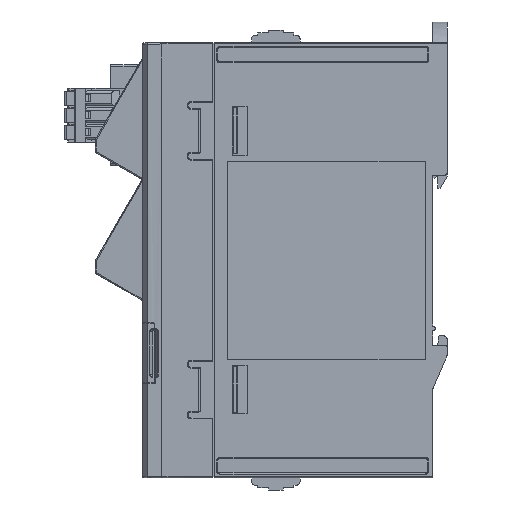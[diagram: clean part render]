
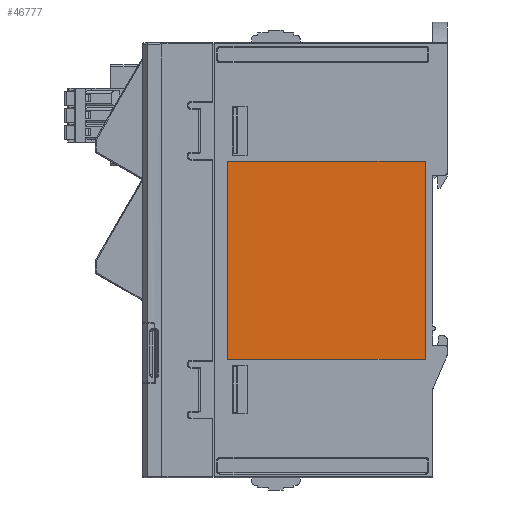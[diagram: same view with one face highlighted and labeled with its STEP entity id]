
A CAD part, left-side view. The second image highlights one B-rep face of the part: STEP entity #46777.
In plain terms, the highlighted planar face has unit normal (-1, 0, 0).
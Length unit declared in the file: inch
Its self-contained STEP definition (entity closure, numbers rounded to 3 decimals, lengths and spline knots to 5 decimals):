
#741 = DIRECTION ( 'NONE',  ( 0., 0., 1. ) ) ;
#776 = CARTESIAN_POINT ( 'NONE',  ( -0.85394, 0.79921, -0.79528 ) ) ;
#3425 = CARTESIAN_POINT ( 'NONE',  ( -0.85394, 0.7874, -0.79528 ) ) ;
#3957 = CARTESIAN_POINT ( 'NONE',  ( -0.85394, -0.80315, -0.79528 ) ) ;
#5166 = CARTESIAN_POINT ( 'NONE',  ( -0.85394, -0.80315, 0.80709 ) ) ;
#5848 = EDGE_CURVE ( 'NONE', #107055, #131373, #140539, .T. ) ;
#13492 = EDGE_CURVE ( 'NONE', #104751, #55071, #101537, .T. ) ;
#13832 = CARTESIAN_POINT ( 'NONE',  ( -0.85394, 0.79921, -0.80709 ) ) ;
#18717 = CARTESIAN_POINT ( 'NONE',  ( -0.85394, -0.87402, -1.77165 ) ) ;
#20141 = DIRECTION ( 'NONE',  ( 0., 0., 1. ) ) ;
#23656 = VECTOR ( 'NONE', #741, 39.37008 ) ;
#23797 = LINE ( 'NONE', #99475, #23656 ) ;
#28826 = CARTESIAN_POINT ( 'NONE',  ( -0.85394, -0.81496, 0.80709 ) ) ;
#32128 = DIRECTION ( 'NONE',  ( -1., 0., 0. ) ) ;
#39643 = DIRECTION ( 'NONE',  ( 0., 1., 0. ) ) ;
#39937 = DIRECTION ( 'NONE',  ( 0., 0., -1. ) ) ;
#40676 = VERTEX_POINT ( 'NONE', #116916 ) ;
#43855 = CARTESIAN_POINT ( 'NONE',  ( -0.85394, -0.80315, 0.79528 ) ) ;
#45027 = ORIENTED_EDGE ( 'NONE', *, *, #5848, .T. ) ;
#46777 = ADVANCED_FACE ( 'NONE', ( #128353 ), #139159, .T. ) ;
#48277 = ORIENTED_EDGE ( 'NONE', *, *, #72255, .T. ) ;
#51611 = CIRCLE ( 'NONE', #56241, 0.01181 ) ;
#53033 = CARTESIAN_POINT ( 'NONE',  ( -0.85394, 0.7874, 0.79528 ) ) ;
#53438 = AXIS2_PLACEMENT_3D ( 'NONE', #18717, #62707, #20141 ) ;
#53552 = CIRCLE ( 'NONE', #99551, 0.01181 ) ;
#55071 = VERTEX_POINT ( 'NONE', #97585 ) ;
#55617 = ORIENTED_EDGE ( 'NONE', *, *, #85121, .T. ) ;
#55997 = VECTOR ( 'NONE', #84786, 39.37008 ) ;
#56047 = AXIS2_PLACEMENT_3D ( 'NONE', #53033, #32128, #96975 ) ;
#56241 = AXIS2_PLACEMENT_3D ( 'NONE', #3957, #115671, #124375 ) ;
#60364 = CARTESIAN_POINT ( 'NONE',  ( -0.85394, 0.79921, 0.80709 ) ) ;
#61280 = ORIENTED_EDGE ( 'NONE', *, *, #140382, .T. ) ;
#62707 = DIRECTION ( 'NONE',  ( -1., 0., 0. ) ) ;
#63304 = VERTEX_POINT ( 'NONE', #119243 ) ;
#72255 = EDGE_CURVE ( 'NONE', #40676, #107055, #53552, .T. ) ;
#76216 = AXIS2_PLACEMENT_3D ( 'NONE', #3425, #100726, #39937 ) ;
#80652 = VERTEX_POINT ( 'NONE', #116345 ) ;
#84786 = DIRECTION ( 'NONE',  ( 0., 0., -1. ) ) ;
#85121 = EDGE_CURVE ( 'NONE', #80652, #104751, #126689, .T. ) ;
#87079 = DIRECTION ( 'NONE',  ( -1., 0., 0. ) ) ;
#90595 = CIRCLE ( 'NONE', #56047, 0.01181 ) ;
#90733 = ORIENTED_EDGE ( 'NONE', *, *, #13492, .T. ) ;
#90760 = VERTEX_POINT ( 'NONE', #103155 ) ;
#96975 = DIRECTION ( 'NONE',  ( 0., 0., -1. ) ) ;
#97585 = CARTESIAN_POINT ( 'NONE',  ( -0.85394, 0.7874, -0.80709 ) ) ;
#99475 = CARTESIAN_POINT ( 'NONE',  ( -0.85394, -0.81496, -0.80709 ) ) ;
#99551 = AXIS2_PLACEMENT_3D ( 'NONE', #43855, #87079, #131114 ) ;
#100726 = DIRECTION ( 'NONE',  ( -1., 0., 0. ) ) ;
#101537 = CIRCLE ( 'NONE', #76216, 0.01181 ) ;
#101780 = LINE ( 'NONE', #13832, #121218 ) ;
#103155 = CARTESIAN_POINT ( 'NONE',  ( -0.85394, -0.80315, -0.80709 ) ) ;
#104751 = VERTEX_POINT ( 'NONE', #776 ) ;
#107055 = VERTEX_POINT ( 'NONE', #5166 ) ;
#107356 = EDGE_CURVE ( 'NONE', #63304, #40676, #23797, .T. ) ;
#108565 = ORIENTED_EDGE ( 'NONE', *, *, #111438, .T. ) ;
#111438 = EDGE_CURVE ( 'NONE', #90760, #63304, #51611, .T. ) ;
#111989 = ORIENTED_EDGE ( 'NONE', *, *, #132665, .T. ) ;
#115416 = EDGE_LOOP ( 'NONE', ( #48277, #45027, #61280, #55617, #90733, #111989, #108565, #138845 ) ) ;
#115671 = DIRECTION ( 'NONE',  ( -1., 0., 0. ) ) ;
#116345 = CARTESIAN_POINT ( 'NONE',  ( -0.85394, 0.79921, 0.79528 ) ) ;
#116916 = CARTESIAN_POINT ( 'NONE',  ( -0.85394, -0.81496, 0.79528 ) ) ;
#119243 = CARTESIAN_POINT ( 'NONE',  ( -0.85394, -0.81496, -0.79528 ) ) ;
#119290 = VECTOR ( 'NONE', #39643, 39.37008 ) ;
#121218 = VECTOR ( 'NONE', #133537, 39.37008 ) ;
#124375 = DIRECTION ( 'NONE',  ( 0., 0., -1. ) ) ;
#125725 = CARTESIAN_POINT ( 'NONE',  ( -0.85394, 0.7874, 0.80709 ) ) ;
#126689 = LINE ( 'NONE', #60364, #55997 ) ;
#128353 = FACE_OUTER_BOUND ( 'NONE', #115416, .T. ) ;
#131114 = DIRECTION ( 'NONE',  ( 0., 0., -1. ) ) ;
#131373 = VERTEX_POINT ( 'NONE', #125725 ) ;
#132665 = EDGE_CURVE ( 'NONE', #55071, #90760, #101780, .T. ) ;
#133537 = DIRECTION ( 'NONE',  ( 0., -1., 0. ) ) ;
#138845 = ORIENTED_EDGE ( 'NONE', *, *, #107356, .T. ) ;
#139159 = PLANE ( 'NONE',  #53438 ) ;
#140382 = EDGE_CURVE ( 'NONE', #131373, #80652, #90595, .T. ) ;
#140539 = LINE ( 'NONE', #28826, #119290 ) ;
